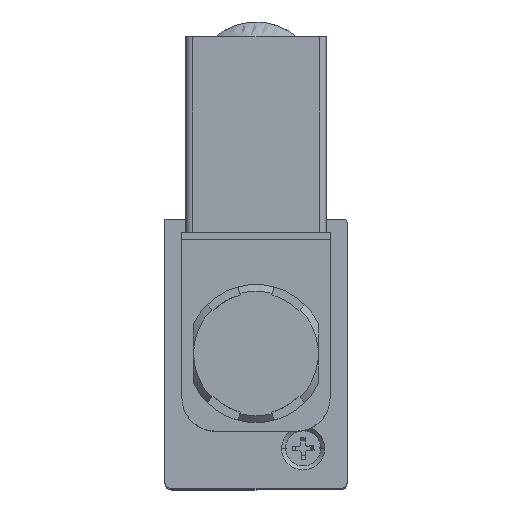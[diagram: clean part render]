
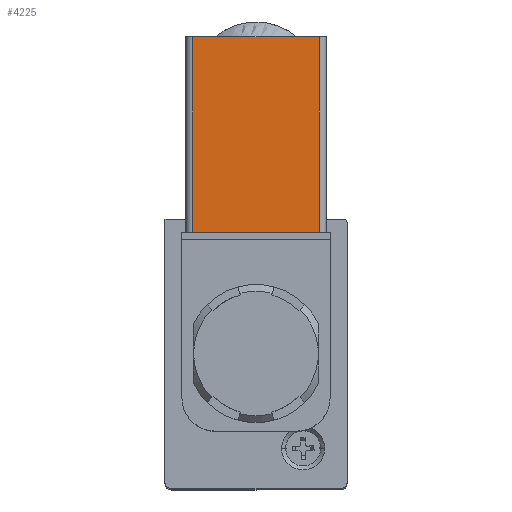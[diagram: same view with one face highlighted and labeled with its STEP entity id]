
A CAD part, top view. The second image highlights one B-rep face of the part: STEP entity #4225.
In plain terms, the highlighted planar face has unit normal (0, 0, 1).
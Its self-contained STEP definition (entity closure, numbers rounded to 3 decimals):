
#79 = DIRECTION ( 'NONE',  ( 0., -1., 0. ) ) ;
#169 = CARTESIAN_POINT ( 'NONE',  ( -2.1, 38.727, 80.5 ) ) ;
#666 = EDGE_CURVE ( 'NONE', #11213, #12139, #1465, .T. ) ;
#771 = VECTOR ( 'NONE', #79, 1000. ) ;
#1465 = LINE ( 'NONE', #5282, #6736 ) ;
#1656 = VERTEX_POINT ( 'NONE', #4845 ) ;
#1828 = FACE_OUTER_BOUND ( 'NONE', #9132, .T. ) ;
#2851 = ORIENTED_EDGE ( 'NONE', *, *, #666, .T. ) ;
#2943 = EDGE_CURVE ( 'NONE', #1656, #4996, #13551, .T. ) ;
#3559 = CARTESIAN_POINT ( 'NONE',  ( -11.5, 9.727, 80.5 ) ) ;
#3617 = CARTESIAN_POINT ( 'NONE',  ( -20.9, 38.727, 80.5 ) ) ;
#3693 = LINE ( 'NONE', #169, #11745 ) ;
#3916 = PLANE ( 'NONE',  #11612 ) ;
#4225 = ADVANCED_FACE ( 'NONE', ( #1828 ), #3916, .T. ) ;
#4845 = CARTESIAN_POINT ( 'NONE',  ( -20.9, 9.727, 80.5 ) ) ;
#4967 = DIRECTION ( 'NONE',  ( 0., 0., 1. ) ) ;
#4996 = VERTEX_POINT ( 'NONE', #6682 ) ;
#5282 = CARTESIAN_POINT ( 'NONE',  ( -21.9, 38.727, 80.5 ) ) ;
#6478 = DIRECTION ( 'NONE',  ( 0., 1., 0. ) ) ;
#6682 = CARTESIAN_POINT ( 'NONE',  ( -2.1, 9.727, 80.5 ) ) ;
#6736 = VECTOR ( 'NONE', #9548, 1000. ) ;
#7070 = ORIENTED_EDGE ( 'NONE', *, *, #10712, .T. ) ;
#7895 = CARTESIAN_POINT ( 'NONE',  ( -2.1, 38.727, 80.5 ) ) ;
#7947 = EDGE_CURVE ( 'NONE', #4996, #11213, #3693, .T. ) ;
#9132 = EDGE_LOOP ( 'NONE', ( #12290, #12406, #2851, #7070 ) ) ;
#9171 = LINE ( 'NONE', #12690, #771 ) ;
#9548 = DIRECTION ( 'NONE',  ( -1., 0., 0. ) ) ;
#10204 = CARTESIAN_POINT ( 'NONE',  ( -21.9, 38.727, 80.5 ) ) ;
#10445 = VECTOR ( 'NONE', #10893, 1000. ) ;
#10712 = EDGE_CURVE ( 'NONE', #12139, #1656, #9171, .T. ) ;
#10893 = DIRECTION ( 'NONE',  ( 1., 0., 0. ) ) ;
#11213 = VERTEX_POINT ( 'NONE', #7895 ) ;
#11612 = AXIS2_PLACEMENT_3D ( 'NONE', #10204, #4967, #12304 ) ;
#11745 = VECTOR ( 'NONE', #6478, 1000. ) ;
#12139 = VERTEX_POINT ( 'NONE', #3617 ) ;
#12290 = ORIENTED_EDGE ( 'NONE', *, *, #2943, .T. ) ;
#12304 = DIRECTION ( 'NONE',  ( 1., 0., 0. ) ) ;
#12406 = ORIENTED_EDGE ( 'NONE', *, *, #7947, .T. ) ;
#12690 = CARTESIAN_POINT ( 'NONE',  ( -20.9, 38.727, 80.5 ) ) ;
#13551 = LINE ( 'NONE', #3559, #10445 ) ;
